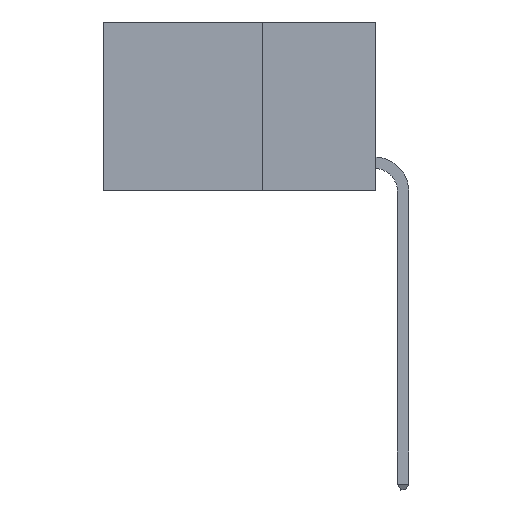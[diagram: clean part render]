
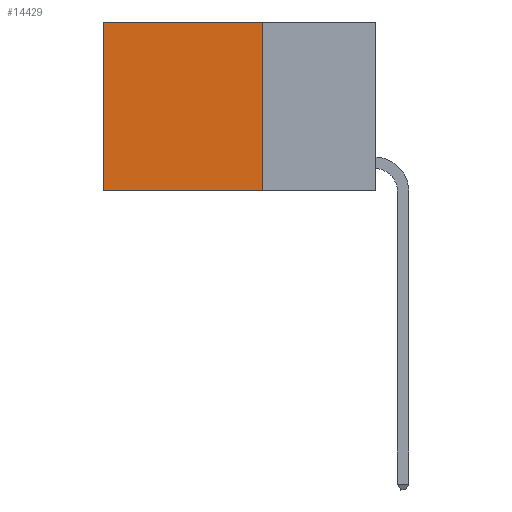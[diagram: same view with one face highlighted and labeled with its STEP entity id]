
A CAD part, left-side view. The second image highlights one B-rep face of the part: STEP entity #14429.
In plain terms, the highlighted planar face has unit normal (-1, 0, 0).
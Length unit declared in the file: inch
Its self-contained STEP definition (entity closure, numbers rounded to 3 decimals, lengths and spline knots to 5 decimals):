
#792 = VECTOR ( 'NONE', #7937, 39.37008 ) ;
#907 = LINE ( 'NONE', #19498, #11681 ) ;
#1307 = VECTOR ( 'NONE', #10773, 39.37008 ) ;
#1691 = CARTESIAN_POINT ( 'NONE',  ( 0.2625, 0.6, -0.37 ) ) ;
#1816 = FACE_OUTER_BOUND ( 'NONE', #7251, .T. ) ;
#1884 = EDGE_CURVE ( 'NONE', #5795, #5081, #14257, .T. ) ;
#2230 = CARTESIAN_POINT ( 'NONE',  ( 0.2625, 0.25, 0. ) ) ;
#2431 = EDGE_CURVE ( 'NONE', #7276, #5795, #17472, .T. ) ;
#3145 = LINE ( 'NONE', #18052, #792 ) ;
#3474 = DIRECTION ( 'NONE',  ( 1., 0., 0. ) ) ;
#5081 = VERTEX_POINT ( 'NONE', #1691 ) ;
#5257 = CARTESIAN_POINT ( 'NONE',  ( 0.2625, 0.25, 0. ) ) ;
#5795 = VERTEX_POINT ( 'NONE', #13289 ) ;
#5902 = VERTEX_POINT ( 'NONE', #17512 ) ;
#7251 = EDGE_LOOP ( 'NONE', ( #7605, #18307, #20329, #12737 ) ) ;
#7276 = VERTEX_POINT ( 'NONE', #15625 ) ;
#7605 = ORIENTED_EDGE ( 'NONE', *, *, #1884, .T. ) ;
#7937 = DIRECTION ( 'NONE',  ( 0., 1., 0. ) ) ;
#9242 = EDGE_CURVE ( 'NONE', #7276, #5902, #907, .T. ) ;
#10037 = PLANE ( 'NONE',  #14086 ) ;
#10773 = DIRECTION ( 'NONE',  ( 0., 1., 0. ) ) ;
#11681 = VECTOR ( 'NONE', #14591, 39.37008 ) ;
#12031 = DIRECTION ( 'NONE',  ( 0., 0., -1. ) ) ;
#12484 = CARTESIAN_POINT ( 'NONE',  ( 0.2625, 0.6, 0. ) ) ;
#12737 = ORIENTED_EDGE ( 'NONE', *, *, #2431, .T. ) ;
#13289 = CARTESIAN_POINT ( 'NONE',  ( 0.2625, 0.6, 0. ) ) ;
#13427 = VECTOR ( 'NONE', #19282, 39.37008 ) ;
#14086 = AXIS2_PLACEMENT_3D ( 'NONE', #5257, #3474, #12031 ) ;
#14257 = LINE ( 'NONE', #12484, #13427 ) ;
#14429 = ADVANCED_FACE ( 'NONE', ( #1816 ), #10037, .F. ) ;
#14591 = DIRECTION ( 'NONE',  ( 0., 0., -1. ) ) ;
#15625 = CARTESIAN_POINT ( 'NONE',  ( 0.2625, 0.25, 0. ) ) ;
#17280 = EDGE_CURVE ( 'NONE', #5902, #5081, #3145, .T. ) ;
#17472 = LINE ( 'NONE', #2230, #1307 ) ;
#17512 = CARTESIAN_POINT ( 'NONE',  ( 0.2625, 0.25, -0.37 ) ) ;
#18052 = CARTESIAN_POINT ( 'NONE',  ( 0.2625, 0.25, -0.37 ) ) ;
#18307 = ORIENTED_EDGE ( 'NONE', *, *, #17280, .F. ) ;
#19282 = DIRECTION ( 'NONE',  ( 0., 0., -1. ) ) ;
#19498 = CARTESIAN_POINT ( 'NONE',  ( 0.2625, 0.25, 0. ) ) ;
#20329 = ORIENTED_EDGE ( 'NONE', *, *, #9242, .F. ) ;
